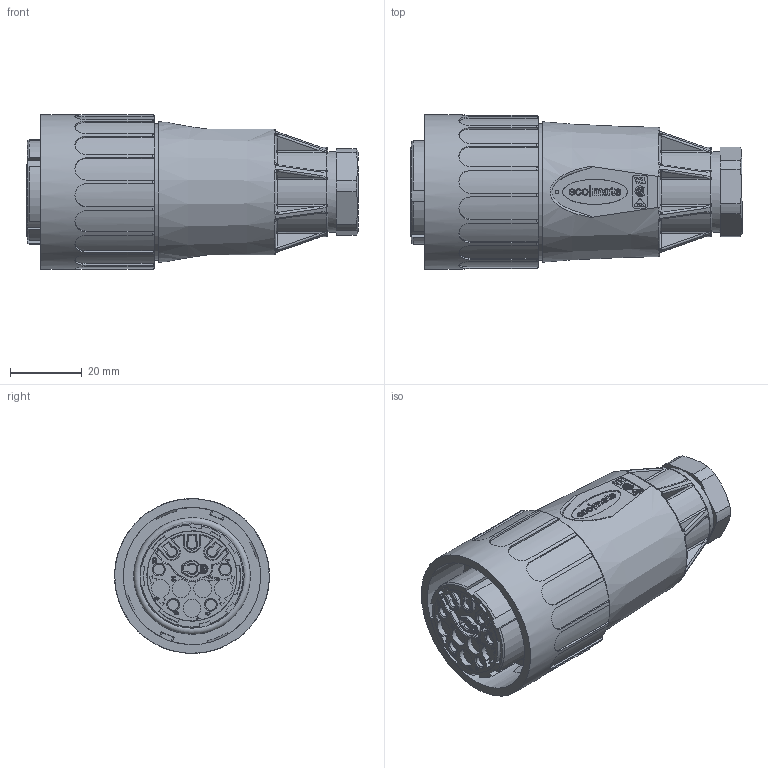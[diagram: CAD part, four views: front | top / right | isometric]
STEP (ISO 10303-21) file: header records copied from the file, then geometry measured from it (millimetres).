
FILE_DESCRIPTION(/* description */ (''),/* implementation_level */ '2;1');
FILE_NAME(/* name */ 'c016 10d012 004 2nxc001-01.stp',/* time_stamp */ '2019-06-12T15:45:14+02:00',/* author */ (''),/* organization */ (''),/* preprocessor_version */ 'ST-DEVELOPER v16.7',/* originating_system */ 'SIEMENS PLM Software NX 12.0',/* authorisation */ '');
FILE_SCHEMA (('AUTOMOTIVE_DESIGN { 1 0 10303 214 3 1 1 1 }'));
Length unit declared in the file: millimetre
Products named in the file (1): c016 10d012 004 2nxc001-01
Bounding box: 92.25 x 43 x 43 mm (x, y, z)
Volume: 87287.4 mm3; surface area: 18949.2 mm2
Topology: 1 solids, 1 shells, 1274 faces, 3329 edges, 2139 vertices
Faces by surface type: plane 647, cylinder 292, bspline 155, torus 66, extrusion 50, cone 32, sphere 32
Full cylindrical faces by diameter (mm): 1 x1, 1.575 x1, 1.95 x1, 3 x4, 5 x3, 16 x1, 22.5 x1, 38 x1, 38.2 x1, 43 x1
Entity records: 46378 total; most frequent: CARTESIAN_POINT 13300, ORIENTED_EDGE 6562, DIRECTION 5520, EDGE_CURVE 3281, VERTEX_POINT 2126, AXIS2_PLACEMENT_3D 1844, VECTOR 1832, LINE 1782
